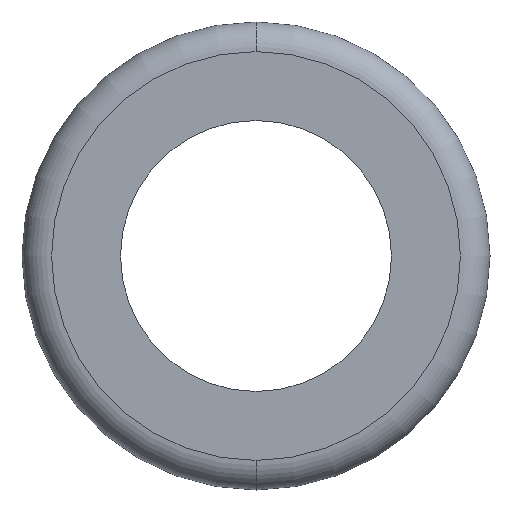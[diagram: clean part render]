
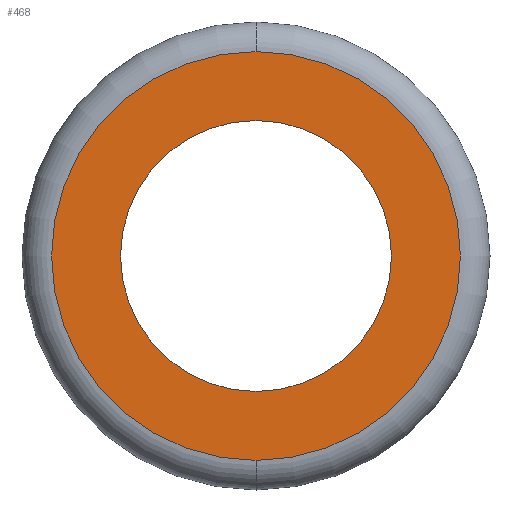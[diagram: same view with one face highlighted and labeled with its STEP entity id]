
A CAD part, front view. The second image highlights one B-rep face of the part: STEP entity #468.
In plain terms, the highlighted planar face has unit normal (0, -1, 0).
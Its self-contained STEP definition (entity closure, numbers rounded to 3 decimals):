
#45 = DIRECTION ( 'NONE',  ( 0., 0., -1. ) ) ;
#46 = DIRECTION ( 'NONE',  ( 0., -1., 0. ) ) ;
#69 = PLANE ( 'NONE',  #72 ) ;
#70 = DIRECTION ( 'NONE',  ( 0., 0., 1. ) ) ;
#71 = DIRECTION ( 'NONE',  ( 0., 1., 0. ) ) ;
#72 = AXIS2_PLACEMENT_3D ( 'NONE', #75, #71, #70 ) ;
#73 = FACE_BOUND ( 'NONE', #473, .T. ) ;
#74 = FACE_OUTER_BOUND ( 'NONE', #469, .T. ) ;
#75 = CARTESIAN_POINT ( 'NONE',  ( -5.5, 0., 0. ) ) ;
#76 = AXIS2_PLACEMENT_3D ( 'NONE', #83, #46, #45 ) ;
#77 = CIRCLE ( 'NONE', #76, 5.5 ) ;
#78 = CIRCLE ( 'NONE', #82, 8.3 ) ;
#79 = DIRECTION ( 'NONE',  ( 0., 0., 1. ) ) ;
#80 = DIRECTION ( 'NONE',  ( 0., -1., 0. ) ) ;
#81 = CARTESIAN_POINT ( 'NONE',  ( 0., 0., 0. ) ) ;
#82 = AXIS2_PLACEMENT_3D ( 'NONE', #81, #80, #79 ) ;
#83 = CARTESIAN_POINT ( 'NONE',  ( 0., 0., 0. ) ) ;
#124 = CARTESIAN_POINT ( 'NONE',  ( 0., 0., 0. ) ) ;
#125 = CIRCLE ( 'NONE', #130, 5.5 ) ;
#126 = CARTESIAN_POINT ( 'NONE',  ( 0., 0., 5.5 ) ) ;
#127 = CARTESIAN_POINT ( 'NONE',  ( 0., 0., -5.5 ) ) ;
#128 = DIRECTION ( 'NONE',  ( 0., 0., -1. ) ) ;
#129 = DIRECTION ( 'NONE',  ( 0., -1., 0. ) ) ;
#130 = AXIS2_PLACEMENT_3D ( 'NONE', #124, #129, #128 ) ;
#308 = CARTESIAN_POINT ( 'NONE',  ( 0., 0., 8.3 ) ) ;
#309 = CARTESIAN_POINT ( 'NONE',  ( 0., 0., -8.3 ) ) ;
#310 = DIRECTION ( 'NONE',  ( 0., 0., 1. ) ) ;
#311 = DIRECTION ( 'NONE',  ( 0., -1., 0. ) ) ;
#312 = CARTESIAN_POINT ( 'NONE',  ( 0., 0., 0. ) ) ;
#313 = AXIS2_PLACEMENT_3D ( 'NONE', #312, #311, #310 ) ;
#314 = CIRCLE ( 'NONE', #313, 8.3 ) ;
#348 = EDGE_CURVE ( 'NONE', #349, #350, #314, .T. ) ;
#349 = VERTEX_POINT ( 'NONE', #309 ) ;
#350 = VERTEX_POINT ( 'NONE', #308 ) ;
#411 = VERTEX_POINT ( 'NONE', #126 ) ;
#413 = EDGE_CURVE ( 'NONE', #411, #414, #125, .T. ) ;
#414 = VERTEX_POINT ( 'NONE', #127 ) ;
#468 = ADVANCED_FACE ( 'NONE', ( #74, #73 ), #69, .F. ) ;
#469 = EDGE_LOOP ( 'NONE', ( #470, #472 ) ) ;
#470 = ORIENTED_EDGE ( 'NONE', *, *, #471, .T. ) ;
#471 = EDGE_CURVE ( 'NONE', #350, #349, #78, .T. ) ;
#472 = ORIENTED_EDGE ( 'NONE', *, *, #348, .T. ) ;
#473 = EDGE_LOOP ( 'NONE', ( #474, #476 ) ) ;
#474 = ORIENTED_EDGE ( 'NONE', *, *, #475, .F. ) ;
#475 = EDGE_CURVE ( 'NONE', #414, #411, #77, .T. ) ;
#476 = ORIENTED_EDGE ( 'NONE', *, *, #413, .F. ) ;
